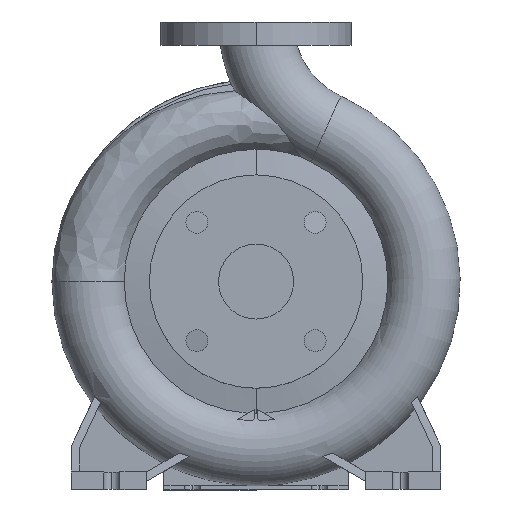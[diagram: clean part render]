
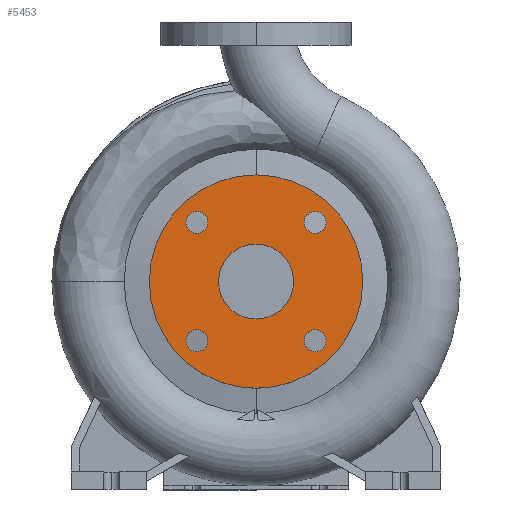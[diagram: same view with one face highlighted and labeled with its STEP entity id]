
A CAD part, top view. The second image highlights one B-rep face of the part: STEP entity #5453.
In plain terms, the highlighted planar face has unit normal (0, 0, 1).
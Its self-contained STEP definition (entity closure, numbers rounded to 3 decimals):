
#116 = VERTEX_POINT ( 'NONE', #2825 ) ;
#162 = VERTEX_POINT ( 'NONE', #2418 ) ;
#305 = AXIS2_PLACEMENT_3D ( 'NONE', #3626, #3161, #2646 ) ;
#309 = CARTESIAN_POINT ( 'NONE',  ( -51.265, 60.765, 100. ) ) ;
#440 = FACE_BOUND ( 'NONE', #3999, .T. ) ;
#511 = AXIS2_PLACEMENT_3D ( 'NONE', #2227, #3859, #3385 ) ;
#563 = CARTESIAN_POINT ( 'NONE',  ( 41.765, 51.265, 100. ) ) ;
#595 = VERTEX_POINT ( 'NONE', #4938 ) ;
#605 = DIRECTION ( 'NONE',  ( 0., -1., 0. ) ) ;
#651 = CIRCLE ( 'NONE', #2723, 9.5 ) ;
#792 = EDGE_CURVE ( 'NONE', #162, #595, #2767, .T. ) ;
#799 = ORIENTED_EDGE ( 'NONE', *, *, #2832, .F. ) ;
#813 = FACE_BOUND ( 'NONE', #1091, .T. ) ;
#844 = AXIS2_PLACEMENT_3D ( 'NONE', #4493, #6549, #1914 ) ;
#860 = AXIS2_PLACEMENT_3D ( 'NONE', #1891, #2481, #881 ) ;
#881 = DIRECTION ( 'NONE',  ( 0., 1., 0. ) ) ;
#1054 = CIRCLE ( 'NONE', #6661, 9.5 ) ;
#1091 = EDGE_LOOP ( 'NONE', ( #2636, #6241 ) ) ;
#1126 = EDGE_CURVE ( 'NONE', #6146, #1210, #2340, .T. ) ;
#1137 = DIRECTION ( 'NONE',  ( 0., 0., 1. ) ) ;
#1146 = EDGE_LOOP ( 'NONE', ( #1765, #4592 ) ) ;
#1170 = CIRCLE ( 'NONE', #305, 9.5 ) ;
#1210 = VERTEX_POINT ( 'NONE', #309 ) ;
#1390 = CARTESIAN_POINT ( 'NONE',  ( 0., 32.5, 100. ) ) ;
#1446 = DIRECTION ( 'NONE',  ( 0., -1., 0. ) ) ;
#1765 = ORIENTED_EDGE ( 'NONE', *, *, #4415, .T. ) ;
#1822 = EDGE_LOOP ( 'NONE', ( #799, #4692 ) ) ;
#1839 = DIRECTION ( 'NONE',  ( 0., 0., 1. ) ) ;
#1858 = FACE_OUTER_BOUND ( 'NONE', #1146, .T. ) ;
#1891 = CARTESIAN_POINT ( 'NONE',  ( 0., 92.5, 100. ) ) ;
#1914 = DIRECTION ( 'NONE',  ( 0., -1., 0. ) ) ;
#1993 = FACE_BOUND ( 'NONE', #1822, .T. ) ;
#2108 = EDGE_CURVE ( 'NONE', #5549, #5768, #6330, .T. ) ;
#2202 = CARTESIAN_POINT ( 'NONE',  ( 0., -32.5, 100. ) ) ;
#2227 = CARTESIAN_POINT ( 'NONE',  ( -51.265, -51.265, 100. ) ) ;
#2286 = CIRCLE ( 'NONE', #6596, 9.5 ) ;
#2340 = CIRCLE ( 'NONE', #6104, 9.5 ) ;
#2418 = CARTESIAN_POINT ( 'NONE',  ( -51.265, -41.765, 100. ) ) ;
#2481 = DIRECTION ( 'NONE',  ( 0., 0., -1. ) ) ;
#2615 = EDGE_CURVE ( 'NONE', #4646, #2741, #6569, .T. ) ;
#2636 = ORIENTED_EDGE ( 'NONE', *, *, #2615, .F. ) ;
#2646 = DIRECTION ( 'NONE',  ( 0., -1., 0. ) ) ;
#2671 = DIRECTION ( 'NONE',  ( 0., 0., 1. ) ) ;
#2723 = AXIS2_PLACEMENT_3D ( 'NONE', #3775, #6268, #4284 ) ;
#2741 = VERTEX_POINT ( 'NONE', #563 ) ;
#2755 = CARTESIAN_POINT ( 'NONE',  ( -51.265, 51.265, 100. ) ) ;
#2767 = CIRCLE ( 'NONE', #3097, 9.5 ) ;
#2785 = AXIS2_PLACEMENT_3D ( 'NONE', #3914, #1839, #6331 ) ;
#2797 = VERTEX_POINT ( 'NONE', #6277 ) ;
#2803 = CIRCLE ( 'NONE', #4958, 92.5 ) ;
#2825 = CARTESIAN_POINT ( 'NONE',  ( 0., 92.5, 100. ) ) ;
#2832 = EDGE_CURVE ( 'NONE', #595, #162, #5369, .T. ) ;
#3097 = AXIS2_PLACEMENT_3D ( 'NONE', #4671, #1137, #6176 ) ;
#3161 = DIRECTION ( 'NONE',  ( 0., 0., 1. ) ) ;
#3180 = CARTESIAN_POINT ( 'NONE',  ( 0., 0., 100. ) ) ;
#3213 = EDGE_CURVE ( 'NONE', #5768, #5549, #5682, .T. ) ;
#3385 = DIRECTION ( 'NONE',  ( 0., -1., 0. ) ) ;
#3408 = DIRECTION ( 'NONE',  ( 0., 0., 1. ) ) ;
#3492 = EDGE_CURVE ( 'NONE', #1210, #6146, #1054, .T. ) ;
#3558 = EDGE_LOOP ( 'NONE', ( #6467, #5338 ) ) ;
#3626 = CARTESIAN_POINT ( 'NONE',  ( 51.265, -51.265, 100. ) ) ;
#3639 = CARTESIAN_POINT ( 'NONE',  ( 51.265, 51.265, 100. ) ) ;
#3775 = CARTESIAN_POINT ( 'NONE',  ( 51.265, 51.265, 100. ) ) ;
#3859 = DIRECTION ( 'NONE',  ( 0., 0., 1. ) ) ;
#3914 = CARTESIAN_POINT ( 'NONE',  ( 0., 0., 100. ) ) ;
#3999 = EDGE_LOOP ( 'NONE', ( #4880, #4556 ) ) ;
#4160 = CARTESIAN_POINT ( 'NONE',  ( -51.265, 41.765, 100. ) ) ;
#4246 = DIRECTION ( 'NONE',  ( 0., 0., 1. ) ) ;
#4284 = DIRECTION ( 'NONE',  ( 1., 0., 0. ) ) ;
#4347 = DIRECTION ( 'NONE',  ( 0., -1., 0. ) ) ;
#4403 = EDGE_CURVE ( 'NONE', #2797, #5331, #1170, .T. ) ;
#4415 = EDGE_CURVE ( 'NONE', #6413, #116, #2803, .T. ) ;
#4493 = CARTESIAN_POINT ( 'NONE',  ( 0., 0., 100. ) ) ;
#4541 = CIRCLE ( 'NONE', #5073, 92.5 ) ;
#4556 = ORIENTED_EDGE ( 'NONE', *, *, #3492, .F. ) ;
#4592 = ORIENTED_EDGE ( 'NONE', *, *, #4932, .T. ) ;
#4646 = VERTEX_POINT ( 'NONE', #5662 ) ;
#4671 = CARTESIAN_POINT ( 'NONE',  ( -51.265, -51.265, 100. ) ) ;
#4692 = ORIENTED_EDGE ( 'NONE', *, *, #792, .F. ) ;
#4880 = ORIENTED_EDGE ( 'NONE', *, *, #1126, .F. ) ;
#4932 = EDGE_CURVE ( 'NONE', #116, #6413, #4541, .T. ) ;
#4938 = CARTESIAN_POINT ( 'NONE',  ( -51.265, -60.765, 100. ) ) ;
#4945 = PLANE ( 'NONE',  #860 ) ;
#4958 = AXIS2_PLACEMENT_3D ( 'NONE', #5243, #5211, #605 ) ;
#5073 = AXIS2_PLACEMENT_3D ( 'NONE', #3180, #2671, #6237 ) ;
#5211 = DIRECTION ( 'NONE',  ( 0., 0., 1. ) ) ;
#5243 = CARTESIAN_POINT ( 'NONE',  ( 0., 0., 100. ) ) ;
#5331 = VERTEX_POINT ( 'NONE', #6266 ) ;
#5338 = ORIENTED_EDGE ( 'NONE', *, *, #4403, .F. ) ;
#5369 = CIRCLE ( 'NONE', #511, 9.5 ) ;
#5389 = DIRECTION ( 'NONE',  ( 0., -1., 0. ) ) ;
#5453 = ADVANCED_FACE ( 'NONE', ( #440, #813, #6622, #1858, #1993, #6593 ), #4945, .F. ) ;
#5496 = CARTESIAN_POINT ( 'NONE',  ( 0., -92.5, 100. ) ) ;
#5500 = CARTESIAN_POINT ( 'NONE',  ( -51.265, 51.265, 100. ) ) ;
#5549 = VERTEX_POINT ( 'NONE', #1390 ) ;
#5589 = AXIS2_PLACEMENT_3D ( 'NONE', #3639, #6133, #5688 ) ;
#5662 = CARTESIAN_POINT ( 'NONE',  ( 60.765, 51.265, 100. ) ) ;
#5682 = CIRCLE ( 'NONE', #2785, 32.5 ) ;
#5688 = DIRECTION ( 'NONE',  ( 1., 0., 0. ) ) ;
#5727 = ORIENTED_EDGE ( 'NONE', *, *, #3213, .F. ) ;
#5768 = VERTEX_POINT ( 'NONE', #2202 ) ;
#5990 = ORIENTED_EDGE ( 'NONE', *, *, #2108, .F. ) ;
#6071 = DIRECTION ( 'NONE',  ( 0., 0., 1. ) ) ;
#6104 = AXIS2_PLACEMENT_3D ( 'NONE', #2755, #4246, #4347 ) ;
#6133 = DIRECTION ( 'NONE',  ( 0., 0., 1. ) ) ;
#6146 = VERTEX_POINT ( 'NONE', #4160 ) ;
#6176 = DIRECTION ( 'NONE',  ( 0., -1., 0. ) ) ;
#6237 = DIRECTION ( 'NONE',  ( 0., -1., 0. ) ) ;
#6241 = ORIENTED_EDGE ( 'NONE', *, *, #6517, .F. ) ;
#6266 = CARTESIAN_POINT ( 'NONE',  ( 51.265, -60.765, 100. ) ) ;
#6268 = DIRECTION ( 'NONE',  ( 0., 0., 1. ) ) ;
#6277 = CARTESIAN_POINT ( 'NONE',  ( 51.265, -41.765, 100. ) ) ;
#6330 = CIRCLE ( 'NONE', #844, 32.5 ) ;
#6331 = DIRECTION ( 'NONE',  ( 0., -1., 0. ) ) ;
#6376 = EDGE_LOOP ( 'NONE', ( #5727, #5990 ) ) ;
#6413 = VERTEX_POINT ( 'NONE', #5496 ) ;
#6435 = CARTESIAN_POINT ( 'NONE',  ( 51.265, -51.265, 100. ) ) ;
#6467 = ORIENTED_EDGE ( 'NONE', *, *, #6680, .F. ) ;
#6517 = EDGE_CURVE ( 'NONE', #2741, #4646, #651, .T. ) ;
#6549 = DIRECTION ( 'NONE',  ( 0., 0., 1. ) ) ;
#6569 = CIRCLE ( 'NONE', #5589, 9.5 ) ;
#6593 = FACE_BOUND ( 'NONE', #3558, .T. ) ;
#6596 = AXIS2_PLACEMENT_3D ( 'NONE', #6435, #3408, #5389 ) ;
#6622 = FACE_BOUND ( 'NONE', #6376, .T. ) ;
#6661 = AXIS2_PLACEMENT_3D ( 'NONE', #5500, #6071, #1446 ) ;
#6680 = EDGE_CURVE ( 'NONE', #5331, #2797, #2286, .T. ) ;
